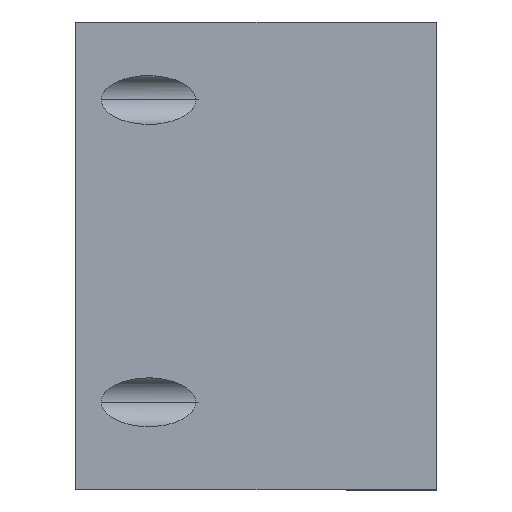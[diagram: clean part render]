
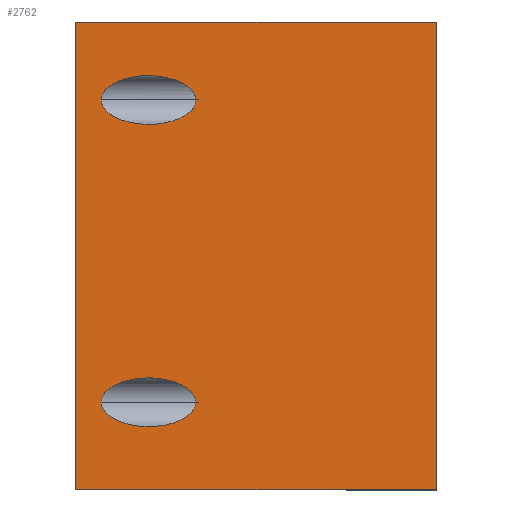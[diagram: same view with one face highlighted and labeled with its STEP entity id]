
A CAD part, left-side view. The second image highlights one B-rep face of the part: STEP entity #2762.
In plain terms, the highlighted planar face has unit normal (-1, 0, 0).
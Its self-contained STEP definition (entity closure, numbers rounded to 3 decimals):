
#52 = FACE_BOUND ( 'NONE', #2536, .T. ) ;
#70 = VERTEX_POINT ( 'NONE', #2331 ) ;
#115 = VECTOR ( 'NONE', #2117, 1000. ) ;
#122 = CARTESIAN_POINT ( 'NONE',  ( -22., 24.69, 31. ) ) ;
#156 = EDGE_LOOP ( 'NONE', ( #990, #706, #1421, #339 ) ) ;
#189 = EDGE_CURVE ( 'NONE', #2648, #793, #292, .T. ) ;
#235 = EDGE_CURVE ( 'NONE', #1716, #1192, #1359, .T. ) ;
#292 =( BOUNDED_CURVE ( )  B_SPLINE_CURVE ( 3, ( #1439, #1891, #509, #2368 ),
 .UNSPECIFIED., .F., .T. ) 
 B_SPLINE_CURVE_WITH_KNOTS ( ( 4, 4 ),
 ( 0., 3.142 ),
 .UNSPECIFIED. ) 
 CURVE ( )  GEOMETRIC_REPRESENTATION_ITEM ( )  RATIONAL_B_SPLINE_CURVE ( ( 1., 0.333, 0.333, 1. ) ) 
 REPRESENTATION_ITEM ( '' )  );
#326 = CARTESIAN_POINT ( 'NONE',  ( -22., 24.69, 0. ) ) ;
#339 = ORIENTED_EDGE ( 'NONE', *, *, #2812, .T. ) ;
#440 = CARTESIAN_POINT ( 'NONE',  ( -22., 34.361, 26. ) ) ;
#509 = CARTESIAN_POINT ( 'NONE',  ( -22., 24.69, 36. ) ) ;
#638 = CARTESIAN_POINT ( 'NONE',  ( -22., 0., 0. ) ) ;
#653 = CARTESIAN_POINT ( 'NONE',  ( -22., 34.361, 31. ) ) ;
#686 = ORIENTED_EDGE ( 'NONE', *, *, #2854, .T. ) ;
#706 = ORIENTED_EDGE ( 'NONE', *, *, #2595, .F. ) ;
#716 = VECTOR ( 'NONE', #2722, 1000. ) ;
#793 = VERTEX_POINT ( 'NONE', #122 ) ;
#809 = CARTESIAN_POINT ( 'NONE',  ( -22., 34.361, 31. ) ) ;
#833 = VERTEX_POINT ( 'NONE', #2228 ) ;
#876 = DIRECTION ( 'NONE',  ( 1., 0., 0. ) ) ;
#974 = CARTESIAN_POINT ( 'NONE',  ( -22., 0., -9. ) ) ;
#990 = ORIENTED_EDGE ( 'NONE', *, *, #3053, .T. ) ;
#1010 = VECTOR ( 'NONE', #2609, 1000. ) ;
#1085 = LINE ( 'NONE', #2001, #716 ) ;
#1110 = CARTESIAN_POINT ( 'NONE',  ( -22., 24.69, 31. ) ) ;
#1126 = LINE ( 'NONE', #3050, #2493 ) ;
#1192 = VERTEX_POINT ( 'NONE', #326 ) ;
#1200 = FACE_OUTER_BOUND ( 'NONE', #156, .T. ) ;
#1216 = CARTESIAN_POINT ( 'NONE',  ( -22., 24.69, 5. ) ) ;
#1330 = DIRECTION ( 'NONE',  ( 0., 0., -1. ) ) ;
#1359 =( BOUNDED_CURVE ( )  B_SPLINE_CURVE ( 3, ( #1418, #2628, #1216, #2360 ),
 .UNSPECIFIED., .F., .F. ) 
 B_SPLINE_CURVE_WITH_KNOTS ( ( 4, 4 ),
 ( 0., 3.142 ),
 .UNSPECIFIED. ) 
 CURVE ( )  GEOMETRIC_REPRESENTATION_ITEM ( )  RATIONAL_B_SPLINE_CURVE ( ( 1., 0.333, 0.333, 1. ) ) 
 REPRESENTATION_ITEM ( '' )  );
#1402 =( BOUNDED_CURVE ( )  B_SPLINE_CURVE ( 3, ( #1110, #2773, #440, #653 ),
 .UNSPECIFIED., .F., .T. ) 
 B_SPLINE_CURVE_WITH_KNOTS ( ( 4, 4 ),
 ( 3.142, 6.283 ),
 .UNSPECIFIED. ) 
 CURVE ( )  GEOMETRIC_REPRESENTATION_ITEM ( )  RATIONAL_B_SPLINE_CURVE ( ( 1., 0.333, 0.333, 1. ) ) 
 REPRESENTATION_ITEM ( '' )  );
#1418 = CARTESIAN_POINT ( 'NONE',  ( -22., 34.361, 0. ) ) ;
#1421 = ORIENTED_EDGE ( 'NONE', *, *, #3021, .T. ) ;
#1439 = CARTESIAN_POINT ( 'NONE',  ( -22., 34.361, 31. ) ) ;
#1466 = LINE ( 'NONE', #1474, #115 ) ;
#1474 = CARTESIAN_POINT ( 'NONE',  ( -22., 45., 39. ) ) ;
#1503 = ORIENTED_EDGE ( 'NONE', *, *, #235, .T. ) ;
#1697 = CARTESIAN_POINT ( 'NONE',  ( -22., 45., -9. ) ) ;
#1716 = VERTEX_POINT ( 'NONE', #2584 ) ;
#1733 = ORIENTED_EDGE ( 'NONE', *, *, #1954, .T. ) ;
#1821 = FACE_BOUND ( 'NONE', #1851, .T. ) ;
#1851 = EDGE_LOOP ( 'NONE', ( #1733, #2115 ) ) ;
#1853 = DIRECTION ( 'NONE',  ( 0., 0., 1. ) ) ;
#1871 = CARTESIAN_POINT ( 'NONE',  ( -22., 24.69, 0. ) ) ;
#1891 = CARTESIAN_POINT ( 'NONE',  ( -22., 34.361, 36. ) ) ;
#1912 = CARTESIAN_POINT ( 'NONE',  ( -22., 37., -9. ) ) ;
#1954 = EDGE_CURVE ( 'NONE', #793, #2648, #1402, .T. ) ;
#2001 = CARTESIAN_POINT ( 'NONE',  ( -22., 37., -9. ) ) ;
#2043 = PLANE ( 'NONE',  #2900 ) ;
#2062 = CARTESIAN_POINT ( 'NONE',  ( -22., 24.69, -5. ) ) ;
#2076 = VERTEX_POINT ( 'NONE', #1912 ) ;
#2092 = VERTEX_POINT ( 'NONE', #974 ) ;
#2112 = LINE ( 'NONE', #1697, #1010 ) ;
#2115 = ORIENTED_EDGE ( 'NONE', *, *, #189, .T. ) ;
#2117 = DIRECTION ( 'NONE',  ( 0., 1., 0. ) ) ;
#2228 = CARTESIAN_POINT ( 'NONE',  ( -22., 37., 39. ) ) ;
#2255 =( BOUNDED_CURVE ( )  B_SPLINE_CURVE ( 3, ( #1871, #2062, #3028, #3070 ),
 .UNSPECIFIED., .F., .F. ) 
 B_SPLINE_CURVE_WITH_KNOTS ( ( 4, 4 ),
 ( 3.142, 6.283 ),
 .UNSPECIFIED. ) 
 CURVE ( )  GEOMETRIC_REPRESENTATION_ITEM ( )  RATIONAL_B_SPLINE_CURVE ( ( 1., 0.333, 0.333, 1. ) ) 
 REPRESENTATION_ITEM ( '' )  );
#2331 = CARTESIAN_POINT ( 'NONE',  ( -22., 0., 39. ) ) ;
#2360 = CARTESIAN_POINT ( 'NONE',  ( -22., 24.69, 0. ) ) ;
#2368 = CARTESIAN_POINT ( 'NONE',  ( -22., 24.69, 31. ) ) ;
#2493 = VECTOR ( 'NONE', #1853, 1000. ) ;
#2536 = EDGE_LOOP ( 'NONE', ( #686, #1503 ) ) ;
#2584 = CARTESIAN_POINT ( 'NONE',  ( -22., 34.361, 0. ) ) ;
#2595 = EDGE_CURVE ( 'NONE', #2076, #833, #1085, .T. ) ;
#2609 = DIRECTION ( 'NONE',  ( 0., -1., 0. ) ) ;
#2628 = CARTESIAN_POINT ( 'NONE',  ( -22., 34.361, 5. ) ) ;
#2648 = VERTEX_POINT ( 'NONE', #809 ) ;
#2722 = DIRECTION ( 'NONE',  ( 0., 0., 1. ) ) ;
#2762 = ADVANCED_FACE ( 'NONE', ( #1821, #52, #1200 ), #2043, .F. ) ;
#2773 = CARTESIAN_POINT ( 'NONE',  ( -22., 24.69, 26. ) ) ;
#2812 = EDGE_CURVE ( 'NONE', #2092, #70, #1126, .T. ) ;
#2854 = EDGE_CURVE ( 'NONE', #1192, #1716, #2255, .T. ) ;
#2900 = AXIS2_PLACEMENT_3D ( 'NONE', #638, #876, #1330 ) ;
#3021 = EDGE_CURVE ( 'NONE', #2076, #2092, #2112, .T. ) ;
#3028 = CARTESIAN_POINT ( 'NONE',  ( -22., 34.361, -5. ) ) ;
#3050 = CARTESIAN_POINT ( 'NONE',  ( -22., 0., 39. ) ) ;
#3053 = EDGE_CURVE ( 'NONE', #70, #833, #1466, .T. ) ;
#3070 = CARTESIAN_POINT ( 'NONE',  ( -22., 34.361, 0. ) ) ;
